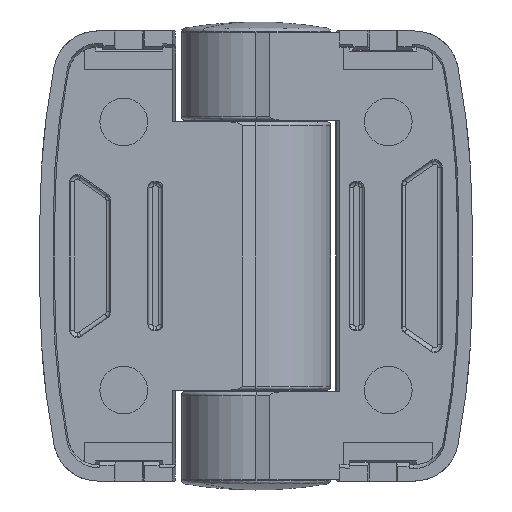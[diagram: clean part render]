
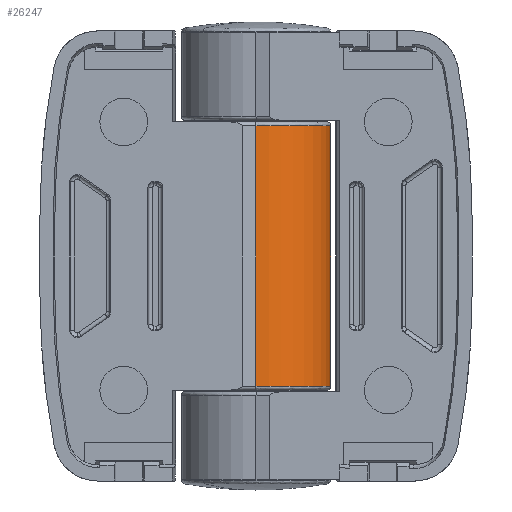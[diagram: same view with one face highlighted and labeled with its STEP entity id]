
A CAD part, front view. The second image highlights one B-rep face of the part: STEP entity #26247.
In plain terms, the highlighted cylindrical face has radius 10 mm (diameter 20 mm), a partial arc.
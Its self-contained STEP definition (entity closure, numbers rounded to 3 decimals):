
#124 = CARTESIAN_POINT ( 'NONE',  ( 0., 0., -17.5 ) ) ;
#2280 = CARTESIAN_POINT ( 'NONE',  ( 0., 0., -30. ) ) ;
#3672 = CARTESIAN_POINT ( 'NONE',  ( 0., -10., 17.5 ) ) ;
#4020 = CARTESIAN_POINT ( 'NONE',  ( -10., 0., 17.5 ) ) ;
#4623 = AXIS2_PLACEMENT_3D ( 'NONE', #19123, #58287, #24758 ) ;
#5728 = DIRECTION ( 'NONE',  ( 0., -1., 0. ) ) ;
#7594 = DIRECTION ( 'NONE',  ( 0., 0., 1. ) ) ;
#7917 = AXIS2_PLACEMENT_3D ( 'NONE', #41809, #8328, #47481 ) ;
#8308 = CARTESIAN_POINT ( 'NONE',  ( 10., 0., -17.5 ) ) ;
#8328 = DIRECTION ( 'NONE',  ( 0., 0., 1. ) ) ;
#8638 = CARTESIAN_POINT ( 'NONE',  ( -10., -0.051, -17.5 ) ) ;
#12453 = CARTESIAN_POINT ( 'NONE',  ( -10., -0.051, 17.5 ) ) ;
#13488 = EDGE_CURVE ( 'NONE', #19053, #53029, #15186, .T. ) ;
#13619 = B_SPLINE_CURVE_WITH_KNOTS ( 'NONE', 3,
 ( #64203, #13836, #53013, #30738, #69880 ),
 .UNSPECIFIED., .F., .F.,
 ( 4, 1, 4 ),
 ( 0., 0.5, 1. ),
 .UNSPECIFIED. ) ;
#13759 = EDGE_CURVE ( 'NONE', #56891, #19758, #53688, .T. ) ;
#13836 = CARTESIAN_POINT ( 'NONE',  ( -10., 0.291, -11.037 ) ) ;
#13978 = DIRECTION ( 'NONE',  ( 0., 0., -1. ) ) ;
#14166 = CARTESIAN_POINT ( 'NONE',  ( -10., -0.017, -16.871 ) ) ;
#14548 = EDGE_CURVE ( 'NONE', #60826, #60126, #30172, .T. ) ;
#15186 = LINE ( 'NONE', #37229, #30109 ) ;
#16070 = DIRECTION ( 'NONE',  ( 0., 0., -1. ) ) ;
#17260 = EDGE_CURVE ( 'NONE', #60126, #19053, #33876, .T. ) ;
#17511 = AXIS2_PLACEMENT_3D ( 'NONE', #2280, #7594, #30291 ) ;
#18025 = CARTESIAN_POINT ( 'NONE',  ( 10., 0., 17.5 ) ) ;
#18287 = EDGE_CURVE ( 'NONE', #27778, #68202, #13619, .T. ) ;
#19053 = VERTEX_POINT ( 'NONE', #3672 ) ;
#19123 = CARTESIAN_POINT ( 'NONE',  ( 0., 0., 17.5 ) ) ;
#19357 = DIRECTION ( 'NONE',  ( 0., 0., 1. ) ) ;
#19576 = AXIS2_PLACEMENT_3D ( 'NONE', #49633, #16070, #55264 ) ;
#19758 = VERTEX_POINT ( 'NONE', #67337 ) ;
#21518 = VERTEX_POINT ( 'NONE', #39462 ) ;
#21809 = CARTESIAN_POINT ( 'NONE',  ( 0., -10., -17.5 ) ) ;
#22537 = ORIENTED_EDGE ( 'NONE', *, *, #32358, .T. ) ;
#24758 = DIRECTION ( 'NONE',  ( 0., -1., 0. ) ) ;
#25382 = CARTESIAN_POINT ( 'NONE',  ( -10., 0., 16.556 ) ) ;
#25716 = EDGE_LOOP ( 'NONE', ( #27556, #54617, #30463, #44445, #41587, #45285, #43406, #22537, #55429, #54830 ) ) ;
#26247 = ADVANCED_FACE ( 'NONE', ( #43347 ), #51208, .T. ) ;
#27556 = ORIENTED_EDGE ( 'NONE', *, *, #40076, .T. ) ;
#27778 = VERTEX_POINT ( 'NONE', #51398 ) ;
#28628 = EDGE_CURVE ( 'NONE', #45320, #56891, #57023, .T. ) ;
#29077 = CARTESIAN_POINT ( 'NONE',  ( -10., -0.017, 16.871 ) ) ;
#30109 = VECTOR ( 'NONE', #70742, 1000. ) ;
#30172 = CIRCLE ( 'NONE', #19576, 10. ) ;
#30291 = DIRECTION ( 'NONE',  ( 0., -1., 0. ) ) ;
#30463 = ORIENTED_EDGE ( 'NONE', *, *, #17260, .T. ) ;
#30738 = CARTESIAN_POINT ( 'NONE',  ( -10., 0.291, 11.037 ) ) ;
#31225 = CARTESIAN_POINT ( 'NONE',  ( -10., 0., -17.5 ) ) ;
#32358 = EDGE_CURVE ( 'NONE', #19758, #27778, #61826, .T. ) ;
#33876 = CIRCLE ( 'NONE', #55103, 10. ) ;
#34515 = EDGE_CURVE ( 'NONE', #68202, #21518, #57886, .T. ) ;
#37229 = CARTESIAN_POINT ( 'NONE',  ( 0., -10., -30. ) ) ;
#37307 = CIRCLE ( 'NONE', #7917, 10. ) ;
#39177 = DIRECTION ( 'NONE',  ( 0., 0., 1. ) ) ;
#39218 = AXIS2_PLACEMENT_3D ( 'NONE', #124, #39177, #5728 ) ;
#39462 = CARTESIAN_POINT ( 'NONE',  ( -10., -0.051, 17.5 ) ) ;
#40076 = EDGE_CURVE ( 'NONE', #21518, #60826, #56697, .T. ) ;
#40634 = EDGE_CURVE ( 'NONE', #53029, #45320, #37307, .T. ) ;
#41587 = ORIENTED_EDGE ( 'NONE', *, *, #40634, .T. ) ;
#41809 = CARTESIAN_POINT ( 'NONE',  ( 0., 0., -17.5 ) ) ;
#43347 = FACE_OUTER_BOUND ( 'NONE', #25716, .T. ) ;
#43406 = ORIENTED_EDGE ( 'NONE', *, *, #13759, .T. ) ;
#44445 = ORIENTED_EDGE ( 'NONE', *, *, #13488, .T. ) ;
#45285 = ORIENTED_EDGE ( 'NONE', *, *, #28628, .T. ) ;
#45320 = VERTEX_POINT ( 'NONE', #8308 ) ;
#46064 = CARTESIAN_POINT ( 'NONE',  ( -10., -0.034, 17.185 ) ) ;
#47396 = AXIS2_PLACEMENT_3D ( 'NONE', #52915, #19357, #58526 ) ;
#47481 = DIRECTION ( 'NONE',  ( 0., -1., 0. ) ) ;
#47560 = CARTESIAN_POINT ( 'NONE',  ( 0., 0., 17.5 ) ) ;
#47772 = CARTESIAN_POINT ( 'NONE',  ( -10., -0.034, -17.185 ) ) ;
#49633 = CARTESIAN_POINT ( 'NONE',  ( 0., 0., 17.5 ) ) ;
#51208 = CYLINDRICAL_SURFACE ( 'NONE', #17511, 10. ) ;
#51398 = CARTESIAN_POINT ( 'NONE',  ( -10., 0., -16.556 ) ) ;
#52915 = CARTESIAN_POINT ( 'NONE',  ( 0., 0., -17.5 ) ) ;
#53013 = CARTESIAN_POINT ( 'NONE',  ( -9.981, 0.582, 0. ) ) ;
#53029 = VERTEX_POINT ( 'NONE', #21809 ) ;
#53155 = DIRECTION ( 'NONE',  ( 0., -1., 0. ) ) ;
#53359 = CARTESIAN_POINT ( 'NONE',  ( -10., 0., -16.556 ) ) ;
#53688 = CIRCLE ( 'NONE', #39218, 10. ) ;
#54617 = ORIENTED_EDGE ( 'NONE', *, *, #14548, .T. ) ;
#54830 = ORIENTED_EDGE ( 'NONE', *, *, #34515, .T. ) ;
#55103 = AXIS2_PLACEMENT_3D ( 'NONE', #47560, #13978, #53155 ) ;
#55264 = DIRECTION ( 'NONE',  ( 0., -1., 0. ) ) ;
#55429 = ORIENTED_EDGE ( 'NONE', *, *, #18287, .T. ) ;
#56697 = CIRCLE ( 'NONE', #4623, 10. ) ;
#56891 = VERTEX_POINT ( 'NONE', #31225 ) ;
#57012 = CARTESIAN_POINT ( 'NONE',  ( -10., 0., 16.556 ) ) ;
#57023 = CIRCLE ( 'NONE', #47396, 10. ) ;
#57886 = B_SPLINE_CURVE_WITH_KNOTS ( 'NONE', 3,
 ( #57012, #29077, #46064, #12453 ),
 .UNSPECIFIED., .F., .F.,
 ( 4, 4 ),
 ( 0., 1. ),
 .UNSPECIFIED. ) ;
#58287 = DIRECTION ( 'NONE',  ( 0., 0., -1. ) ) ;
#58526 = DIRECTION ( 'NONE',  ( 0., -1., 0. ) ) ;
#60126 = VERTEX_POINT ( 'NONE', #18025 ) ;
#60826 = VERTEX_POINT ( 'NONE', #4020 ) ;
#61826 = B_SPLINE_CURVE_WITH_KNOTS ( 'NONE', 3,
 ( #8638, #47772, #14166, #53359 ),
 .UNSPECIFIED., .F., .F.,
 ( 4, 4 ),
 ( 0., 1. ),
 .UNSPECIFIED. ) ;
#64203 = CARTESIAN_POINT ( 'NONE',  ( -10., 0., -16.556 ) ) ;
#67337 = CARTESIAN_POINT ( 'NONE',  ( -10., -0.051, -17.5 ) ) ;
#68202 = VERTEX_POINT ( 'NONE', #25382 ) ;
#69880 = CARTESIAN_POINT ( 'NONE',  ( -10., 0., 16.556 ) ) ;
#70742 = DIRECTION ( 'NONE',  ( 0., 0., -1. ) ) ;
